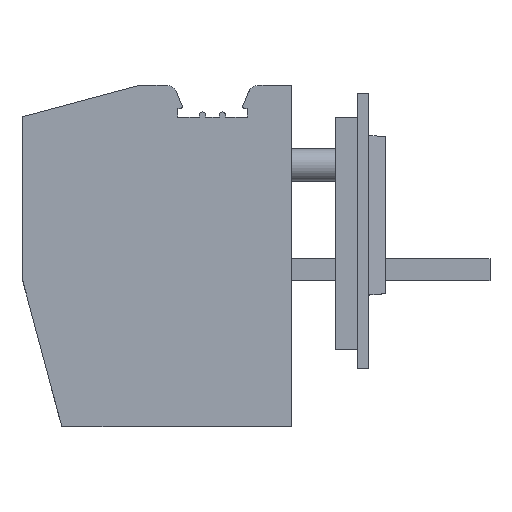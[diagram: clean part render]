
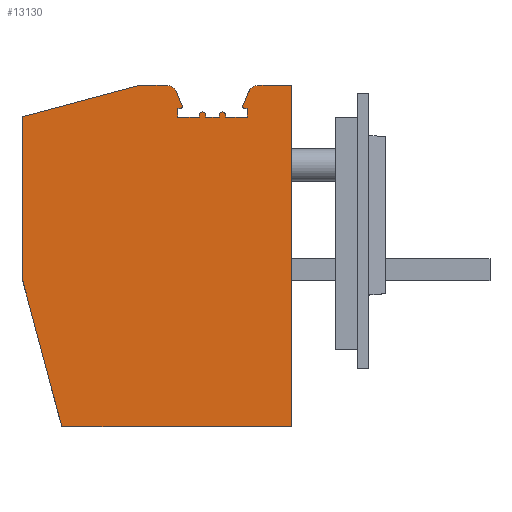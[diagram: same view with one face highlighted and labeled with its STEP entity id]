
A CAD part, top view. The second image highlights one B-rep face of the part: STEP entity #13130.
In plain terms, the highlighted planar face has unit normal (0, 0, 1).
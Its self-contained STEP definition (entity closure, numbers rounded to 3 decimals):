
#950=CARTESIAN_POINT('',(20.597,30.402,10.1));
#960=VERTEX_POINT('',#950);
#1140=CARTESIAN_POINT('',(20.694,30.575,10.1));
#1150=VERTEX_POINT('',#1140);
#1180=CARTESIAN_POINT('',(21.512,30.,10.1));
#1190=DIRECTION('',(0.,0.,1.));
#1200=DIRECTION('',(0.818,-0.575,0.));
#1210=AXIS2_PLACEMENT_3D('',#1180,#1190,#1200);
#1220=CIRCLE('',#1210,1.);
#1230=EDGE_CURVE('',#1150,#960,#1220,.T.);
#1930=CARTESIAN_POINT('',(24.5,0.,10.1));
#1940=VERTEX_POINT('',#1930);
#1990=CARTESIAN_POINT('',(24.5,0.,10.1));
#2000=DIRECTION('',(0.,-1.,0.));
#2010=VECTOR('',#2000,1.);
#2020=LINE('',#1990,#2010);
#2030=CARTESIAN_POINT('',(24.5,31.,10.1));
#2040=VERTEX_POINT('',#2030);
#2050=EDGE_CURVE('',#2040,#1940,#2020,.T.);
#2400=CARTESIAN_POINT('',(14.138,28.1,10.1));
#2410=VERTEX_POINT('',#2400);
#2580=CARTESIAN_POINT('',(16.1,28.1,10.1));
#2590=VERTEX_POINT('',#2580);
#2620=CARTESIAN_POINT('',(14.138,28.1,10.1));
#2630=DIRECTION('',(1.,0.,0.));
#2640=VECTOR('',#2630,1.);
#2650=LINE('',#2620,#2640);
#2660=EDGE_CURVE('',#2410,#2590,#2650,.T.);
#4060=CARTESIAN_POINT('',(10.698,30.999,10.1));
#4070=VERTEX_POINT('',#4060);
#4100=CARTESIAN_POINT('',(0.,28.133,10.1));
#4110=DIRECTION('',(-0.966,-0.259,0.));
#4120=VECTOR('',#4110,1.);
#4130=LINE('',#4100,#4120);
#4140=CARTESIAN_POINT('',(0.,28.133,10.1));
#4150=VERTEX_POINT('',#4140);
#4160=EDGE_CURVE('',#4070,#4150,#4130,.T.);
#4520=CARTESIAN_POINT('',(16.1,28.275,10.1));
#4530=VERTEX_POINT('',#4520);
#4560=CARTESIAN_POINT('',(16.1,28.275,10.1));
#4570=DIRECTION('',(0.,-1.,0.));
#4580=VECTOR('',#4570,1.);
#4590=LINE('',#4560,#4580);
#4600=EDGE_CURVE('',#4530,#2590,#4590,.T.);
#5090=CARTESIAN_POINT('',(20.462,28.895,10.1));
#5100=VERTEX_POINT('',#5090);
#5270=CARTESIAN_POINT('',(20.195,28.895,10.1));
#5280=VERTEX_POINT('',#5270);
#5310=CARTESIAN_POINT('',(20.195,28.895,10.1));
#5320=DIRECTION('',(1.,0.,0.));
#5330=VECTOR('',#5320,1.);
#5340=LINE('',#5310,#5330);
#5350=EDGE_CURVE('',#5280,#5100,#5340,.T.);
#5560=CARTESIAN_POINT('',(16.7,28.275,10.1));
#5570=VERTEX_POINT('',#5560);
#5740=CARTESIAN_POINT('',(16.7,28.1,10.1));
#5750=VERTEX_POINT('',#5740);
#5780=CARTESIAN_POINT('',(16.7,28.1,10.1));
#5790=DIRECTION('',(0.,1.,0.));
#5800=VECTOR('',#5790,1.);
#5810=LINE('',#5780,#5800);
#5820=EDGE_CURVE('',#5750,#5570,#5810,.T.);
#6120=CARTESIAN_POINT('',(17.9,28.1,10.1));
#6130=VERTEX_POINT('',#6120);
#6160=CARTESIAN_POINT('',(16.7,28.1,10.1));
#6170=DIRECTION('',(1.,0.,0.));
#6180=VECTOR('',#6170,1.);
#6190=LINE('',#6160,#6180);
#6200=EDGE_CURVE('',#5750,#6130,#6190,.T.);
#6490=CARTESIAN_POINT('',(13.087,30.999,10.1));
#6500=VERTEX_POINT('',#6490);
#6530=CARTESIAN_POINT('',(0.,30.999,10.1));
#6540=DIRECTION('',(-1.,0.,0.));
#6550=VECTOR('',#6540,1.);
#6560=LINE('',#6530,#6550);
#6570=EDGE_CURVE('',#6500,#4070,#6560,.T.);
#6890=CARTESIAN_POINT('',(16.154,28.447,10.1));
#6900=VERTEX_POINT('',#6890);
#6930=CARTESIAN_POINT('',(16.4,28.275,10.1));
#6940=DIRECTION('',(0.,0.,1.));
#6950=DIRECTION('',(0.818,-0.575,0.));
#6960=AXIS2_PLACEMENT_3D('',#6930,#6940,#6950);
#6970=CIRCLE('',#6960,0.3);
#6980=EDGE_CURVE('',#6900,#4530,#6970,.T.);
#7280=CARTESIAN_POINT('',(17.9,28.275,10.1));
#7290=VERTEX_POINT('',#7280);
#7320=CARTESIAN_POINT('',(17.9,28.275,10.1));
#7330=DIRECTION('',(0.,-1.,0.));
#7340=VECTOR('',#7330,1.);
#7350=LINE('',#7320,#7340);
#7360=EDGE_CURVE('',#7290,#6130,#7350,.T.);
#7570=CARTESIAN_POINT('',(14.561,29.133,10.1));
#7580=VERTEX_POINT('',#7570);
#7760=CARTESIAN_POINT('',(14.544,28.967,10.1));
#7770=VERTEX_POINT('',#7760);
#7800=CARTESIAN_POINT('',(14.405,29.065,10.1));
#7810=DIRECTION('',(0.,0.,1.));
#7820=DIRECTION('',(0.818,-0.575,0.));
#7830=AXIS2_PLACEMENT_3D('',#7800,#7810,#7820);
#7840=CIRCLE('',#7830,0.17);
#7850=EDGE_CURVE('',#7770,#7580,#7840,.T.);
#8160=CARTESIAN_POINT('',(20.039,29.133,10.1));
#8170=VERTEX_POINT('',#8160);
#8200=CARTESIAN_POINT('',(20.195,29.065,10.1));
#8210=DIRECTION('',(0.,0.,1.));
#8220=DIRECTION('',(0.818,-0.575,0.));
#8230=AXIS2_PLACEMENT_3D('',#8200,#8210,#8220);
#8240=CIRCLE('',#8230,0.17);
#8250=EDGE_CURVE('',#8170,#5280,#8240,.T.);
#9120=CARTESIAN_POINT('',(0.,13.5,10.1));
#9130=VERTEX_POINT('',#9120);
#9160=CARTESIAN_POINT('',(3.617,0.,10.1));
#9170=DIRECTION('',(-0.259,0.966,0.));
#9180=VECTOR('',#9170,1.);
#9190=LINE('',#9160,#9180);
#9200=CARTESIAN_POINT('',(3.617,0.,10.1));
#9210=VERTEX_POINT('',#9200);
#9220=EDGE_CURVE('',#9210,#9130,#9190,.T.);
#9490=CARTESIAN_POINT('',(18.5,28.275,10.1));
#9500=VERTEX_POINT('',#9490);
#9670=CARTESIAN_POINT('',(18.5,28.1,10.1));
#9680=VERTEX_POINT('',#9670);
#9710=CARTESIAN_POINT('',(18.5,28.1,10.1));
#9720=DIRECTION('',(0.,1.,0.));
#9730=VECTOR('',#9720,1.);
#9740=LINE('',#9710,#9730);
#9750=EDGE_CURVE('',#9680,#9500,#9740,.T.);
#10240=CARTESIAN_POINT('',(0.,0.,10.1));
#10250=DIRECTION('',(0.,-1.,0.));
#10260=VECTOR('',#10250,1.);
#10270=LINE('',#10240,#10260);
#10280=EDGE_CURVE('',#4150,#9130,#10270,.T.);
#10660=CARTESIAN_POINT('',(14.003,30.402,10.1));
#10670=VERTEX_POINT('',#10660);
#10700=CARTESIAN_POINT('',(13.087,29.999,10.1));
#10710=DIRECTION('',(0.,0.,1.));
#10720=DIRECTION('',(0.818,-0.575,0.));
#10730=AXIS2_PLACEMENT_3D('',#10700,#10710,#10720);
#10740=CIRCLE('',#10730,1.);
#10750=EDGE_CURVE('',#10670,#6500,#10740,.T.);
#11060=CARTESIAN_POINT('',(17.954,28.447,10.1));
#11070=VERTEX_POINT('',#11060);
#11100=CARTESIAN_POINT('',(18.2,28.275,10.1));
#11110=DIRECTION('',(0.,0.,1.));
#11120=DIRECTION('',(0.818,-0.575,0.));
#11130=AXIS2_PLACEMENT_3D('',#11100,#11110,#11120);
#11140=CIRCLE('',#11130,0.3);
#11150=EDGE_CURVE('',#11070,#7290,#11140,.T.);
#12240=CARTESIAN_POINT('',(25.094,21.73,10.1));
#12250=DIRECTION('',(-0.,0.,1.));
#12260=DIRECTION('',(0.818,-0.575,0.));
#12270=AXIS2_PLACEMENT_3D('',#12240,#12250,#12260);
#12280=PLANE('',#12270);
#12290=CARTESIAN_POINT('',(0.,0.,10.1));
#12300=DIRECTION('',(-1.,0.,0.));
#12310=VECTOR('',#12300,1.);
#12320=LINE('',#12290,#12310);
#12330=EDGE_CURVE('',#1940,#9210,#12320,.T.);
#12340=ORIENTED_EDGE('',*,*,#12330,.F.);
#12350=ORIENTED_EDGE('',*,*,#9220,.F.);
#12360=ORIENTED_EDGE('',*,*,#10280,.T.);
#12370=ORIENTED_EDGE('',*,*,#4160,.T.);
#12380=ORIENTED_EDGE('',*,*,#6570,.T.);
#12390=ORIENTED_EDGE('',*,*,#10750,.T.);
#12400=CARTESIAN_POINT('',(14.561,29.133,10.1));
#12410=DIRECTION('',(-0.402,0.915,0.));
#12420=VECTOR('',#12410,1.);
#12430=LINE('',#12400,#12420);
#12440=EDGE_CURVE('',#7580,#10670,#12430,.T.);
#12450=ORIENTED_EDGE('',*,*,#12440,.T.);
#12460=ORIENTED_EDGE('',*,*,#7850,.T.);
#12470=CARTESIAN_POINT('',(14.405,28.895,10.1));
#12480=VERTEX_POINT('',#12470);
#12490=EDGE_CURVE('',#12480,#7770,#7840,.T.);
#12500=ORIENTED_EDGE('',*,*,#12490,.T.);
#12510=CARTESIAN_POINT('',(14.137,28.895,10.1));
#12520=DIRECTION('',(1.,0.,0.));
#12530=VECTOR('',#12520,1.);
#12540=LINE('',#12510,#12530);
#12550=CARTESIAN_POINT('',(14.137,28.895,10.1));
#12560=VERTEX_POINT('',#12550);
#12570=EDGE_CURVE('',#12560,#12480,#12540,.T.);
#12580=ORIENTED_EDGE('',*,*,#12570,.T.);
#12590=CARTESIAN_POINT('',(14.138,28.1,10.1));
#12600=DIRECTION('',(0.,1.,0.));
#12610=VECTOR('',#12600,1.);
#12620=LINE('',#12590,#12610);
#12630=EDGE_CURVE('',#2410,#12560,#12620,.T.);
#12640=ORIENTED_EDGE('',*,*,#12630,.T.);
#12650=ORIENTED_EDGE('',*,*,#2660,.F.);
#12660=ORIENTED_EDGE('',*,*,#4600,.T.);
#12670=ORIENTED_EDGE('',*,*,#6980,.T.);
#12680=EDGE_CURVE('',#5570,#6900,#6970,.T.);
#12690=ORIENTED_EDGE('',*,*,#12680,.T.);
#12700=ORIENTED_EDGE('',*,*,#5820,.T.);
#12710=ORIENTED_EDGE('',*,*,#6200,.F.);
#12720=ORIENTED_EDGE('',*,*,#7360,.T.);
#12730=ORIENTED_EDGE('',*,*,#11150,.T.);
#12740=EDGE_CURVE('',#9500,#11070,#11140,.T.);
#12750=ORIENTED_EDGE('',*,*,#12740,.T.);
#12760=ORIENTED_EDGE('',*,*,#9750,.T.);
#12770=CARTESIAN_POINT('',(18.5,28.1,10.1));
#12780=DIRECTION('',(1.,0.,0.));
#12790=VECTOR('',#12780,1.);
#12800=LINE('',#12770,#12790);
#12810=CARTESIAN_POINT('',(20.463,28.1,10.1));
#12820=VERTEX_POINT('',#12810);
#12830=EDGE_CURVE('',#9680,#12820,#12800,.T.);
#12840=ORIENTED_EDGE('',*,*,#12830,.F.);
#12850=CARTESIAN_POINT('',(20.462,28.895,10.1));
#12860=DIRECTION('',(0.,-1.,0.));
#12870=VECTOR('',#12860,1.);
#12880=LINE('',#12850,#12870);
#12890=EDGE_CURVE('',#5100,#12820,#12880,.T.);
#12900=ORIENTED_EDGE('',*,*,#12890,.T.);
#12910=ORIENTED_EDGE('',*,*,#5350,.T.);
#12920=ORIENTED_EDGE('',*,*,#8250,.T.);
#12930=CARTESIAN_POINT('',(20.597,30.402,10.1));
#12940=DIRECTION('',(-0.402,-0.916,0.));
#12950=VECTOR('',#12940,1.);
#12960=LINE('',#12930,#12950);
#12970=EDGE_CURVE('',#960,#8170,#12960,.T.);
#12980=ORIENTED_EDGE('',*,*,#12970,.T.);
#12990=ORIENTED_EDGE('',*,*,#1230,.T.);
#13000=CARTESIAN_POINT('',(21.512,31.,10.1));
#13010=VERTEX_POINT('',#13000);
#13020=EDGE_CURVE('',#13010,#1150,#1220,.T.);
#13030=ORIENTED_EDGE('',*,*,#13020,.T.);
#13040=CARTESIAN_POINT('',(0.,31.,10.1));
#13050=DIRECTION('',(-1.,0.,0.));
#13060=VECTOR('',#13050,1.);
#13070=LINE('',#13040,#13060);
#13080=EDGE_CURVE('',#2040,#13010,#13070,.T.);
#13090=ORIENTED_EDGE('',*,*,#13080,.T.);
#13100=ORIENTED_EDGE('',*,*,#2050,.F.);
#13110=EDGE_LOOP('',(#13100,#13090,#13030,#12990,#12980,#12920,#12910,
#12900,#12840,#12760,#12750,#12730,#12720,#12710,#12700,#12690,#12670,
#12660,#12650,#12640,#12580,#12500,#12460,#12450,#12390,#12380,#12370,
#12360,#12350,#12340));
#13120=FACE_OUTER_BOUND('',#13110,.T.);
#13130=ADVANCED_FACE('',(#13120),#12280,.T.);
